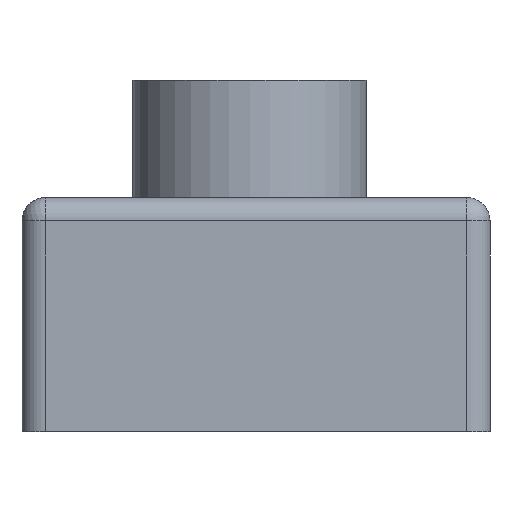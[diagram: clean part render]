
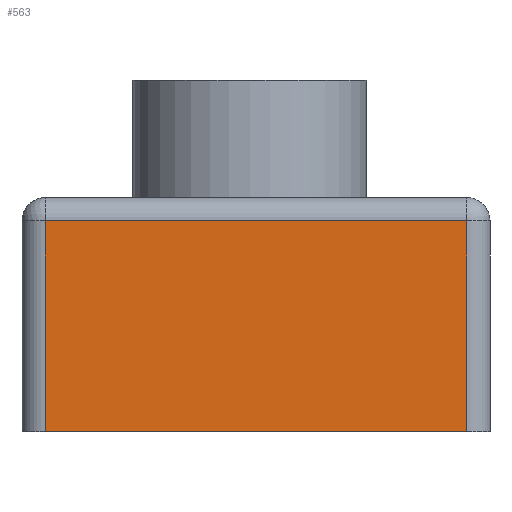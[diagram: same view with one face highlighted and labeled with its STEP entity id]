
A CAD part, front view. The second image highlights one B-rep face of the part: STEP entity #563.
In plain terms, the highlighted planar face has unit normal (0, -1, 0).
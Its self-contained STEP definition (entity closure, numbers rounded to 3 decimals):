
#45=PLANE('',#649);
#47=LINE('',#853,#87);
#50=LINE('',#867,#90);
#62=LINE('',#905,#102);
#86=LINE('',#995,#126);
#87=VECTOR('',#668,10.);
#90=VECTOR('',#683,10.);
#102=VECTOR('',#727,10.);
#126=VECTOR('',#835,10.);
#180=FACE_OUTER_BOUND('',#227,.T.);
#227=EDGE_LOOP('',(#506,#507,#508,#509));
#264=VERTEX_POINT('',#846);
#266=VERTEX_POINT('',#851);
#267=VERTEX_POINT('',#856);
#270=VERTEX_POINT('',#863);
#310=EDGE_CURVE('',#266,#264,#47,.T.);
#317=EDGE_CURVE('',#267,#270,#50,.T.);
#337=EDGE_CURVE('',#264,#267,#62,.T.);
#377=EDGE_CURVE('',#266,#270,#86,.T.);
#506=ORIENTED_EDGE('',*,*,#310,.F.);
#507=ORIENTED_EDGE('',*,*,#377,.T.);
#508=ORIENTED_EDGE('',*,*,#317,.F.);
#509=ORIENTED_EDGE('',*,*,#337,.F.);
#563=ADVANCED_FACE('',(#180),#45,.T.);
#649=AXIS2_PLACEMENT_3D('',#994,#833,#834);
#668=DIRECTION('',(0.,0.,1.));
#683=DIRECTION('',(0.,0.,-1.));
#727=DIRECTION('',(1.,0.,0.));
#833=DIRECTION('center_axis',(0.,-1.,0.));
#834=DIRECTION('ref_axis',(1.,0.,0.));
#835=DIRECTION('',(1.,0.,0.));
#846=CARTESIAN_POINT('',(1.,0.,9.));
#851=CARTESIAN_POINT('',(1.,0.,0.));
#853=CARTESIAN_POINT('',(1.,0.,0.));
#856=CARTESIAN_POINT('',(19.,0.,9.));
#863=CARTESIAN_POINT('',(19.,0.,0.));
#867=CARTESIAN_POINT('',(19.,0.,0.));
#905=CARTESIAN_POINT('',(5.,0.,9.));
#994=CARTESIAN_POINT('Origin',(0.,0.,0.));
#995=CARTESIAN_POINT('',(0.,0.,0.));
